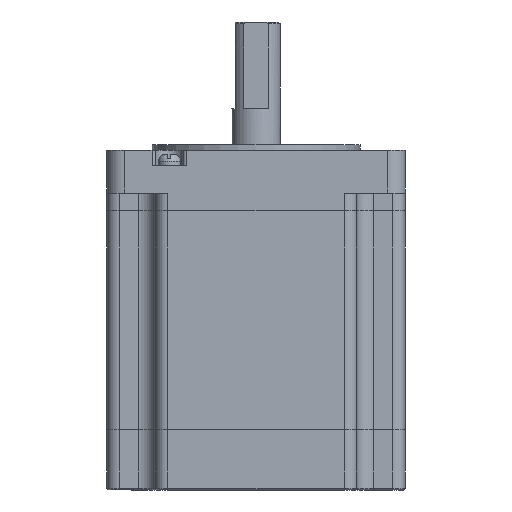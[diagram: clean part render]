
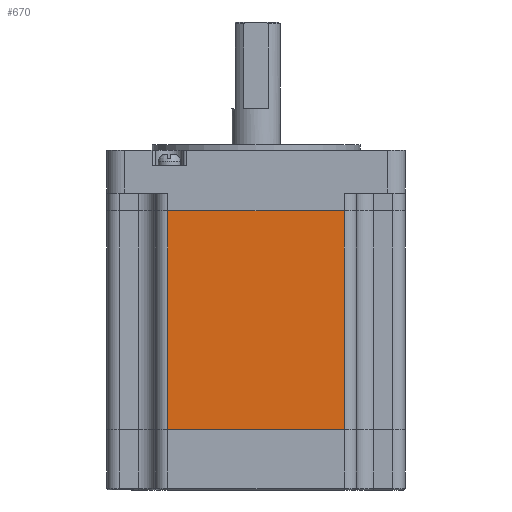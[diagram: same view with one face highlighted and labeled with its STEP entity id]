
A CAD part, left-side view. The second image highlights one B-rep face of the part: STEP entity #670.
In plain terms, the highlighted planar face has unit normal (-1, 0, 0).
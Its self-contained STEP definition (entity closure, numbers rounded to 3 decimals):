
#670 = ADVANCED_FACE( '', ( #1410 ), #1411, .F. );
#1410 = FACE_OUTER_BOUND( '', #2314, .T. );
#1411 = PLANE( '', #2315 );
#2314 = EDGE_LOOP( '', ( #4117, #4118, #4119, #4120 ) );
#2315 = AXIS2_PLACEMENT_3D( '', #4121, #4122, #4123 );
#4117 = ORIENTED_EDGE( '', *, *, #5501, .T. );
#4118 = ORIENTED_EDGE( '', *, *, #5502, .F. );
#4119 = ORIENTED_EDGE( '', *, *, #5255, .F. );
#4120 = ORIENTED_EDGE( '', *, *, #5344, .T. );
#4121 = CARTESIAN_POINT( '', ( -43., 25.5, 31. ) );
#4122 = DIRECTION( '', ( 1., 0., 0. ) );
#4123 = DIRECTION( '', ( 0., 1., 0. ) );
#5255 = EDGE_CURVE( '', #6429, #6431, #6432, .T. );
#5344 = EDGE_CURVE( '', #6429, #6555, #6557, .T. );
#5501 = EDGE_CURVE( '', #6555, #6753, #6754, .T. );
#5502 = EDGE_CURVE( '', #6431, #6753, #6755, .T. );
#6429 = VERTEX_POINT( '', #8123 );
#6431 = VERTEX_POINT( '', #8125 );
#6432 = LINE( '', #8126, #8127 );
#6555 = VERTEX_POINT( '', #8366 );
#6557 = LINE( '', #8368, #8369 );
#6753 = VERTEX_POINT( '', #8719 );
#6754 = LINE( '', #8720, #8721 );
#6755 = LINE( '', #8722, #8723 );
#8123 = CARTESIAN_POINT( '', ( -43., 25.5, 63. ) );
#8125 = CARTESIAN_POINT( '', ( -43., -25.5, 63. ) );
#8126 = CARTESIAN_POINT( '', ( -43., 25.5, 63. ) );
#8127 = VECTOR( '', #9550, 1000. );
#8366 = CARTESIAN_POINT( '', ( -43., 25.5, 0. ) );
#8368 = CARTESIAN_POINT( '', ( -43., 25.5, 31. ) );
#8369 = VECTOR( '', #9654, 1000. );
#8719 = CARTESIAN_POINT( '', ( -43., -25.5, 0. ) );
#8720 = CARTESIAN_POINT( '', ( -43., 25.5, 0. ) );
#8721 = VECTOR( '', #9806, 1000. );
#8722 = CARTESIAN_POINT( '', ( -43., -25.5, 31. ) );
#8723 = VECTOR( '', #9807, 1000. );
#9550 = DIRECTION( '', ( 0., -1., 0. ) );
#9654 = DIRECTION( '', ( 0., 0., -1. ) );
#9806 = DIRECTION( '', ( 0., -1., 0. ) );
#9807 = DIRECTION( '', ( 0., 0., -1. ) );
